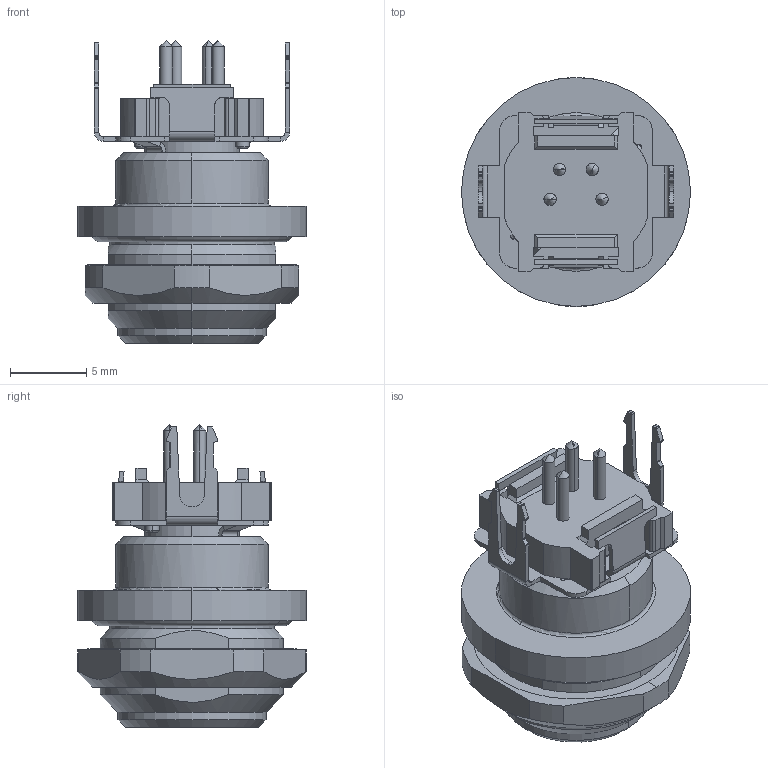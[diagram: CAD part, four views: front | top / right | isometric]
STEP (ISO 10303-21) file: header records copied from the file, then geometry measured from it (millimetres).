
FILE_DESCRIPTION(('CATIA V5R24 STEP','CAx-IF Rec.Pracs.--- Model Styling and Organization---1.2---2011-12-15'),'2;1');
FILE_NAME ('D1461900_0_2423580000_2423580000.stp','2017-08-29T12:18:57+00:00',('none'),('Weidmueller'),'CATIA Version 5-6 Release 2014 SP4 HF52','CATIA V5 STEP AP214','none');
FILE_SCHEMA(('AUTOMOTIVE_DESIGN { 1 0 10303 214 1 1 1 1 }'));
Length unit declared in the file: millimetre
Products named in the file (1): 2423580000
Bounding box: 15 x 15 x 19.85 mm (x, y, z)
Volume: 1584.7 mm3; surface area: 2197.3 mm2
Topology: 4 solids, 4 shells, 433 faces, 1158 edges, 740 vertices
Faces by surface type: plane 201, cylinder 182, cone 38, torus 12
Entity records: 13755 total; most frequent: CARTESIAN_POINT 3323, ORIENTED_EDGE 2300, DIRECTION 1842, EDGE_CURVE 1150, AXIS2_PLACEMENT_3D 742, VERTEX_POINT 740, VECTOR 686, LINE 686
